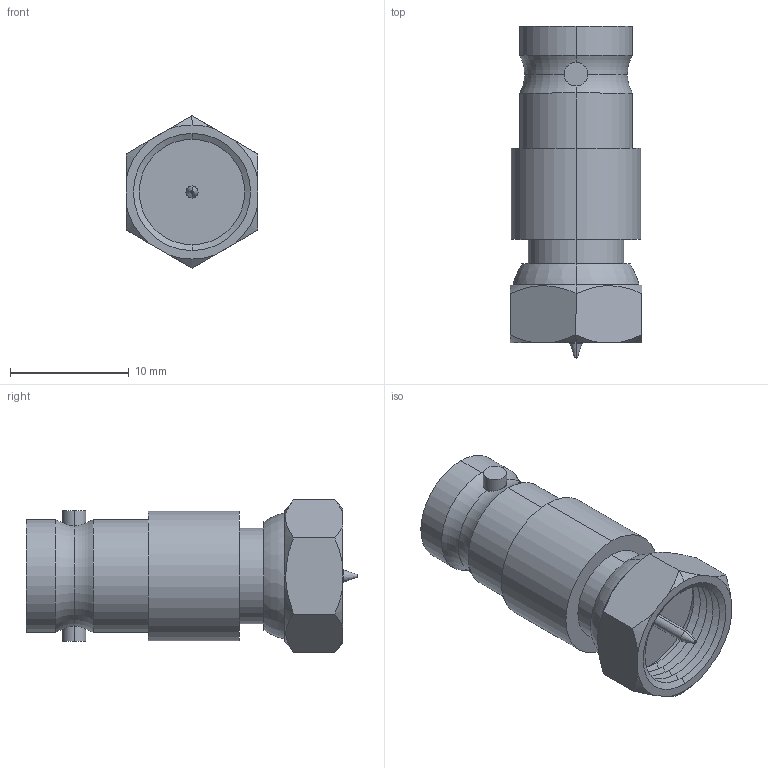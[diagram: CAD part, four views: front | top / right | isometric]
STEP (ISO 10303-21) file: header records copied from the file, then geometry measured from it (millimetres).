
FILE_DESCRIPTION (( 'STEP AP214' ), '1' );
FILE_NAME ('FMAD10063_3D.step', '2025-02-24T20:24:10', ( '' ), ( '' ), 'SwSTEP 2.0', 'SolidWorks 2022', '' );
FILE_SCHEMA (( 'AUTOMOTIVE_DESIGN' ));
Length unit declared in the file: inch
Products named in the file (1): FMAD10063_3D
Bounding box: 11.13 x 28 x 12.85 mm (x, y, z)
Volume: 1504.8 mm3; surface area: 1710.4 mm2
Topology: 1 solids, 1 shells, 90 faces, 200 edges, 121 vertices
Faces by surface type: cone 31, cylinder 30, plane 23, torus 6
Entity records: 3138 total; most frequent: CARTESIAN_POINT 610, DIRECTION 447, ORIENTED_EDGE 400, EDGE_CURVE 200, AXIS2_PLACEMENT_3D 190, VERTEX_POINT 121, EDGE_LOOP 99, CIRCLE 99
